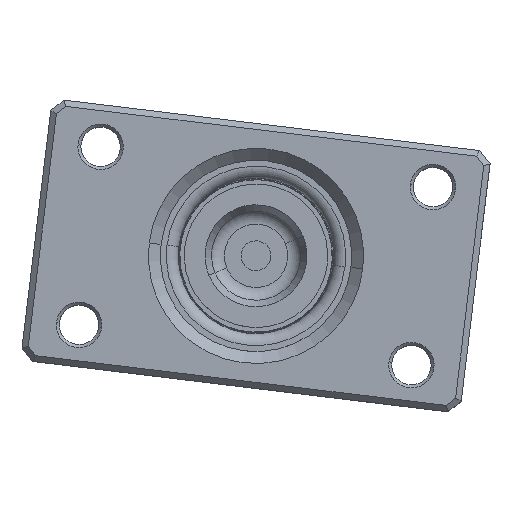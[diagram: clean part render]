
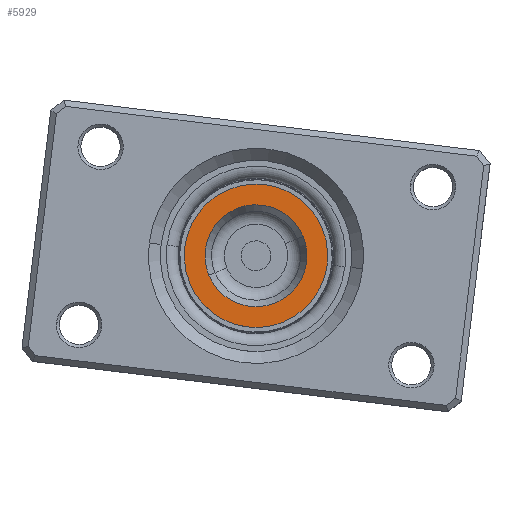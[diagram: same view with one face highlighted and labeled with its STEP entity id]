
A CAD part, top view. The second image highlights one B-rep face of the part: STEP entity #5929.
In plain terms, the highlighted face is planar.
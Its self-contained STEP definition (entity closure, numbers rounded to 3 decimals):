
#1230 = PLANE ( 'NONE',  #9825 ) ;
#1717 = CARTESIAN_POINT ( 'NONE',  ( 12., 0., -5. ) ) ;
#2504 = FACE_BOUND ( 'NONE', #34570, .T. ) ;
#3081 = AXIS2_PLACEMENT_3D ( 'NONE', #8766, #21398, #33816 ) ;
#3920 = CARTESIAN_POINT ( 'NONE',  ( 8.528, 0., -5. ) ) ;
#4669 = CARTESIAN_POINT ( 'NONE',  ( 0., 0., -5. ) ) ;
#5736 = AXIS2_PLACEMENT_3D ( 'NONE', #9606, #16223, #12712 ) ;
#5929 = ADVANCED_FACE ( 'NONE', ( #2504, #33492 ), #1230, .F. ) ;
#6173 = ORIENTED_EDGE ( 'NONE', *, *, #28935, .T. ) ;
#6570 = CARTESIAN_POINT ( 'NONE',  ( 8.528, 0., -5. ) ) ;
#6885 = DIRECTION ( 'NONE',  ( 1., 0., 0. ) ) ;
#7779 = DIRECTION ( 'NONE',  ( 0., 0., -1. ) ) ;
#7922 = DIRECTION ( 'NONE',  ( 0., 0., -1. ) ) ;
#7980 = AXIS2_PLACEMENT_3D ( 'NONE', #13861, #7922, #20265 ) ;
#8766 = CARTESIAN_POINT ( 'NONE',  ( 0., 0., -5. ) ) ;
#9606 = CARTESIAN_POINT ( 'NONE',  ( 0., 0., -5. ) ) ;
#9825 = AXIS2_PLACEMENT_3D ( 'NONE', #3920, #35065, #6885 ) ;
#12682 = VERTEX_POINT ( 'NONE', #38183 ) ;
#12712 = DIRECTION ( 'NONE',  ( -1., 0., 0. ) ) ;
#13861 = CARTESIAN_POINT ( 'NONE',  ( 0., 0., -5. ) ) ;
#16223 = DIRECTION ( 'NONE',  ( 0., 0., -1. ) ) ;
#16462 = CIRCLE ( 'NONE', #7980, 12. ) ;
#16722 = ORIENTED_EDGE ( 'NONE', *, *, #28571, .F. ) ;
#17277 = ORIENTED_EDGE ( 'NONE', *, *, #25965, .T. ) ;
#20265 = DIRECTION ( 'NONE',  ( -1., 0., 0. ) ) ;
#20984 = ORIENTED_EDGE ( 'NONE', *, *, #34565, .F. ) ;
#21398 = DIRECTION ( 'NONE',  ( 0., 0., -1. ) ) ;
#21942 = AXIS2_PLACEMENT_3D ( 'NONE', #4669, #7779, #35959 ) ;
#22251 = VERTEX_POINT ( 'NONE', #6570 ) ;
#25344 = CARTESIAN_POINT ( 'NONE',  ( -12., 0., -5. ) ) ;
#25965 = EDGE_CURVE ( 'NONE', #26202, #26170, #38919, .T. ) ;
#26170 = VERTEX_POINT ( 'NONE', #1717 ) ;
#26202 = VERTEX_POINT ( 'NONE', #25344 ) ;
#28571 = EDGE_CURVE ( 'NONE', #12682, #22251, #38341, .T. ) ;
#28935 = EDGE_CURVE ( 'NONE', #26170, #26202, #16462, .T. ) ;
#29000 = CIRCLE ( 'NONE', #5736, 8.528 ) ;
#32017 = EDGE_LOOP ( 'NONE', ( #17277, #6173 ) ) ;
#33492 = FACE_OUTER_BOUND ( 'NONE', #32017, .T. ) ;
#33816 = DIRECTION ( 'NONE',  ( -1., 0., 0. ) ) ;
#34565 = EDGE_CURVE ( 'NONE', #22251, #12682, #29000, .T. ) ;
#34570 = EDGE_LOOP ( 'NONE', ( #16722, #20984 ) ) ;
#35065 = DIRECTION ( 'NONE',  ( 0., 0., 1. ) ) ;
#35959 = DIRECTION ( 'NONE',  ( -1., 0., 0. ) ) ;
#38183 = CARTESIAN_POINT ( 'NONE',  ( -8.528, 0., -5. ) ) ;
#38341 = CIRCLE ( 'NONE', #3081, 8.528 ) ;
#38919 = CIRCLE ( 'NONE', #21942, 12. ) ;
